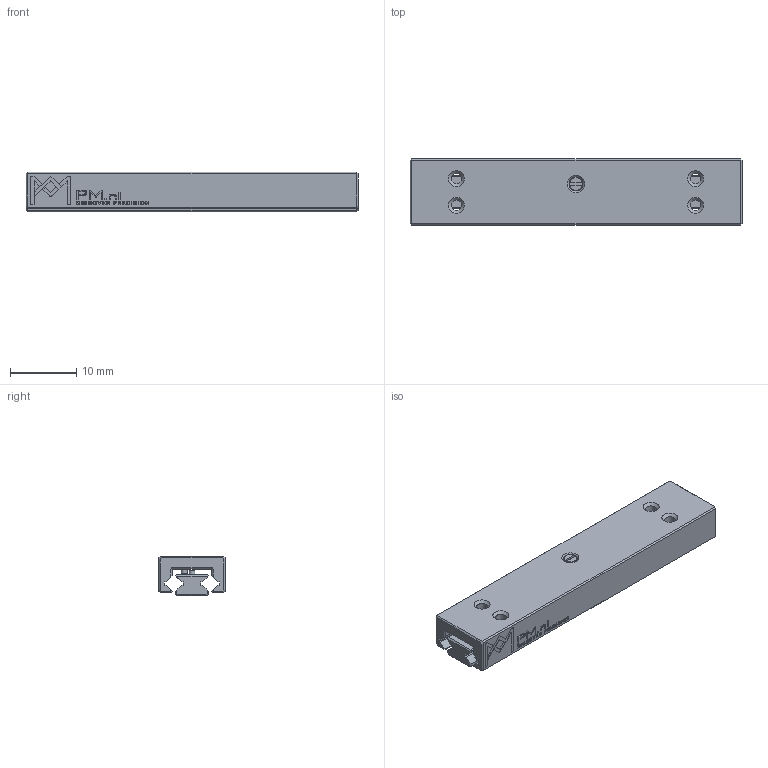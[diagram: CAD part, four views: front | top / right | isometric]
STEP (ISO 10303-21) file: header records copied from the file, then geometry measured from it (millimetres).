
FILE_DESCRIPTION(/* description */ (''),/* implementation_level */ '2;1');
FILE_NAME(/* name */ 'PMMR 1-50.stp',/* time_stamp */ '2024-10-18T14:13:50+02:00',/* author */ (''),/* organization */ (''),/* preprocessor_version */ 'ST-DEVELOPER v16.7',/* originating_system */ 'SIEMENS PLM Software NX 12.0',/* authorisation */ '');
FILE_SCHEMA (('AUTOMOTIVE_DESIGN { 1 0 10303 214 3 1 1 1 }'));
Length unit declared in the file: millimetre
Products named in the file (1): 045205_A_30-Slide PMMR 1-50 Assy_stp
Bounding box: 50 x 10 x 6 mm (x, y, z)
Volume: 2154.4 mm3; surface area: 3116.5 mm2
Topology: 4 solids, 4 shells, 736 faces, 1950 edges, 1296 vertices
Faces by surface type: plane 512, bspline 180, cone 24, cylinder 20
Full cylindrical faces by diameter (mm): 0.9 x2, 1.15 x2, 1.25 x2, 1.6 x8, 2 x2, 2.2 x2
Entity records: 27325 total; most frequent: CARTESIAN_POINT 6429, ORIENTED_EDGE 3804, DIRECTION 2718, EDGE_CURVE 1902, LINE 1464, VECTOR 1464, VERTEX_POINT 1282, EDGE_LOOP 860
